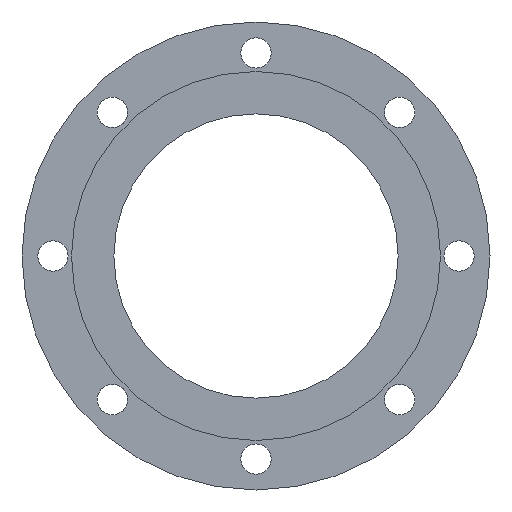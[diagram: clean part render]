
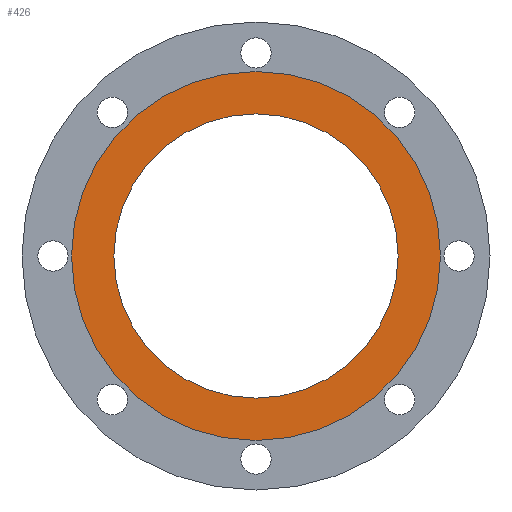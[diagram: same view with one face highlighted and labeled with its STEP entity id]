
A CAD part, front view. The second image highlights one B-rep face of the part: STEP entity #426.
In plain terms, the highlighted planar face has unit normal (0, -1, 0).
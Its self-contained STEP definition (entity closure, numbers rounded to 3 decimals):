
#6 = VERTEX_POINT ( 'NONE', #502 ) ;
#7 = DIRECTION ( 'NONE',  ( 0., 1., 0. ) ) ;
#75 = VERTEX_POINT ( 'NONE', #876 ) ;
#122 = DIRECTION ( 'NONE',  ( 0., 1., 0. ) ) ;
#132 = DIRECTION ( 'NONE',  ( 0., 0., -1. ) ) ;
#149 = AXIS2_PLACEMENT_3D ( 'NONE', #635, #719, #710 ) ;
#152 = CARTESIAN_POINT ( 'NONE',  ( 0., 0., 0. ) ) ;
#178 = EDGE_CURVE ( 'NONE', #1115, #75, #647, .T. ) ;
#247 = ORIENTED_EDGE ( 'NONE', *, *, #788, .T. ) ;
#283 = EDGE_CURVE ( 'NONE', #920, #6, #673, .T. ) ;
#296 = CARTESIAN_POINT ( 'NONE',  ( 0., 0., -103.25 ) ) ;
#330 = PLANE ( 'NONE',  #418 ) ;
#398 = CARTESIAN_POINT ( 'NONE',  ( 0., 0., -134. ) ) ;
#418 = AXIS2_PLACEMENT_3D ( 'NONE', #1110, #604, #132 ) ;
#426 = ADVANCED_FACE ( 'NONE', ( #961, #934 ), #330, .T. ) ;
#502 = CARTESIAN_POINT ( 'NONE',  ( 0., 0., 103.25 ) ) ;
#511 = AXIS2_PLACEMENT_3D ( 'NONE', #152, #1054, #1058 ) ;
#544 = EDGE_LOOP ( 'NONE', ( #247, #699 ) ) ;
#554 = DIRECTION ( 'NONE',  ( 0., 0., 1. ) ) ;
#604 = DIRECTION ( 'NONE',  ( 0., -1., 0. ) ) ;
#635 = CARTESIAN_POINT ( 'NONE',  ( 0., 0., 0. ) ) ;
#639 = AXIS2_PLACEMENT_3D ( 'NONE', #810, #7, #554 ) ;
#647 = CIRCLE ( 'NONE', #149, 134. ) ;
#673 = CIRCLE ( 'NONE', #1075, 103.25 ) ;
#688 = ORIENTED_EDGE ( 'NONE', *, *, #178, .F. ) ;
#699 = ORIENTED_EDGE ( 'NONE', *, *, #283, .T. ) ;
#710 = DIRECTION ( 'NONE',  ( 0., 0., 1. ) ) ;
#719 = DIRECTION ( 'NONE',  ( 0., 1., 0. ) ) ;
#740 = DIRECTION ( 'NONE',  ( 0., 0., 1. ) ) ;
#764 = ORIENTED_EDGE ( 'NONE', *, *, #1077, .F. ) ;
#788 = EDGE_CURVE ( 'NONE', #6, #920, #880, .T. ) ;
#810 = CARTESIAN_POINT ( 'NONE',  ( 0., 0., 0. ) ) ;
#876 = CARTESIAN_POINT ( 'NONE',  ( 0., 0., 134. ) ) ;
#880 = CIRCLE ( 'NONE', #639, 103.25 ) ;
#893 = CIRCLE ( 'NONE', #511, 134. ) ;
#920 = VERTEX_POINT ( 'NONE', #296 ) ;
#934 = FACE_OUTER_BOUND ( 'NONE', #997, .T. ) ;
#961 = FACE_BOUND ( 'NONE', #544, .T. ) ;
#997 = EDGE_LOOP ( 'NONE', ( #764, #688 ) ) ;
#1054 = DIRECTION ( 'NONE',  ( 0., 1., 0. ) ) ;
#1058 = DIRECTION ( 'NONE',  ( 0., 0., 1. ) ) ;
#1075 = AXIS2_PLACEMENT_3D ( 'NONE', #1096, #122, #740 ) ;
#1077 = EDGE_CURVE ( 'NONE', #75, #1115, #893, .T. ) ;
#1096 = CARTESIAN_POINT ( 'NONE',  ( 0., 0., 0. ) ) ;
#1110 = CARTESIAN_POINT ( 'NONE',  ( 0., 0., 103.25 ) ) ;
#1115 = VERTEX_POINT ( 'NONE', #398 ) ;
